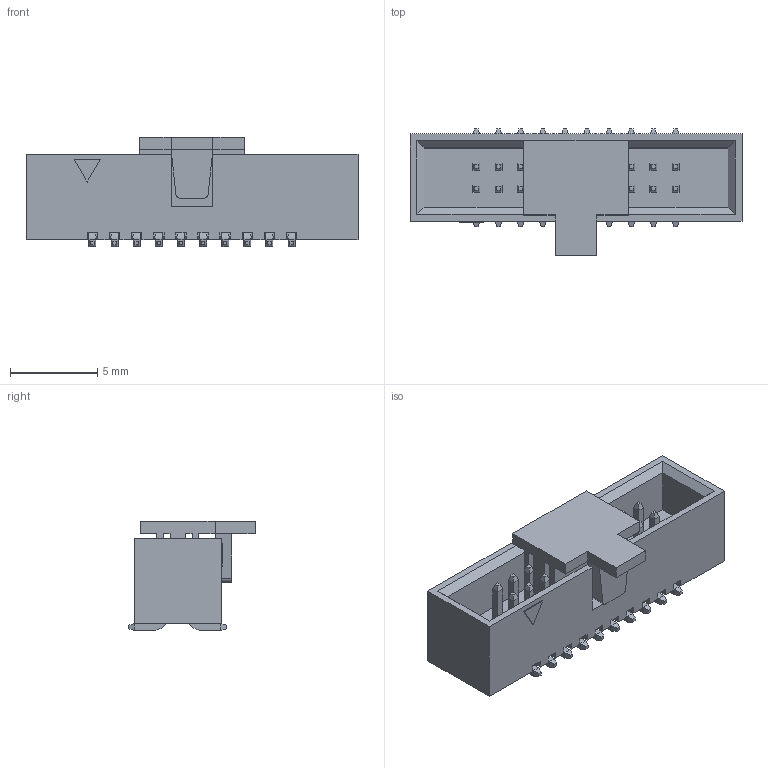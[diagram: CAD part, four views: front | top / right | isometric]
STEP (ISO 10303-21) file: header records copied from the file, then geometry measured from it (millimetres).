
FILE_DESCRIPTION(/* description */ ('Unknown'),/* implementation_level */ '2;1');
FILE_NAME(/* name */ '62732020621',/* time_stamp */ '2020-05-28T13:39:11+02:00',/* author */ ('Unknown'),/* organization */ ('Unknown'),/* preprocessor_version */ 'ST-DEVELOPER v16.7',/* originating_system */ 'DEX',/* authorisation */ $);
FILE_SCHEMA (('AUTOMOTIVE_DESIGN {1 0 10303 214 3 1 1}'));
Length unit declared in the file: millimetre
Products named in the file (4): 6273xx20621; 62702020621; 6270xx20621_PIN; 6273xx20621_Cap
Assembly tree (22 placements, depth 2):
  6273xx20621
    62702020621
    6270xx20621_PIN  x20
    6273xx20621_Cap
Bounding box: 19.05 x 7.25 x 6.26 mm (x, y, z)
Volume: 343.4 mm3; surface area: 1033.7 mm2
Topology: 22 solids, 22 shells, 633 faces, 1614 edges, 1006 vertices
Faces by surface type: plane 591, cylinder 42
Entity records: 11423 total; most frequent: CARTESIAN_POINT 1718, ORIENTED_EDGE 1708, DIRECTION 1490, EDGE_CURVE 854, LINE 846, VECTOR 846, VERTEX_POINT 550, AXIS2_PLACEMENT_3D 322
